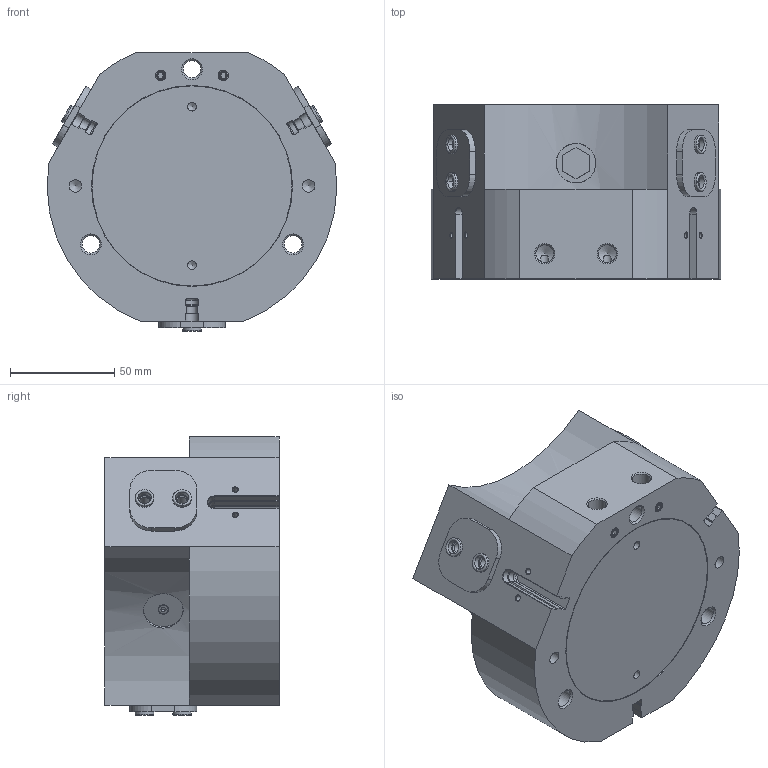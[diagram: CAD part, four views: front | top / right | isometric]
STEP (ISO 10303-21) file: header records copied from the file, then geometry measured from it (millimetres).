
FILE_DESCRIPTION(/* description */ ('STEP AP214'),/* implementation_level */ '2;1');
FILE_NAME(/* name */ '1163049_HGDD-80-A',/* time_stamp */ '2024-08-29T04:55:38+02:00',/* author */ ('License CC BY-ND 4.0'),/* organization */ ('CADENAS'),/* preprocessor_version */ 'ST-DEVELOPER v19.3',/* originating_system */ 'PARTsolutions',/* authorisation */ ' ');
FILE_SCHEMA (('AUTOMOTIVE_DESIGN {1 0 10303 214 3 1 1}'));
Length unit declared in the file: millimetre
Products named in the file (6): 1163049 HGDD-80-A---(0); 1163049 HGDD-80-A (g)---(0); 1164663 (f); DIN-913 - M5x5; 1163049 HGDD-80-A (b); 8137184 ZBH-9-B
Assembly tree (13 placements, depth 2):
  1163049 HGDD-80-A---(0)
    1163049 HGDD-80-A (g)---(0)
    1164663 (f)
    DIN-913 - M5x5  x2
    1163049 HGDD-80-A (b)  x3
    8137184 ZBH-9-B  x6
Bounding box: 138.99 x 83.5 x 133.8 mm (x, y, z)
Volume: 983764.7 mm3; surface area: 116439.9 mm2
Topology: 13 solids, 13 shells, 375 faces, 862 edges, 535 vertices
Faces by surface type: plane 168, cylinder 122, cone 61, torus 24
Full cylindrical faces by diameter (mm): 2.459 x6, 4.1 x4, 4.134 x2, 4.917 x6, 5 x3, 6 x2, 8.376 x3, 8.4 x3, 8.566 x3, 9 x6, 9.73 x1, 13.5 x3, 19 x2, 68 x1, 96 x1
Entity records: 7637 total; most frequent: CARTESIAN_POINT 1354, DIRECTION 1338, ORIENTED_EDGE 1100, EDGE_CURVE 550, AXIS2_PLACEMENT_3D 515, VERTEX_POINT 395, FACE_BOUND 395, EDGE_LOOP 378
